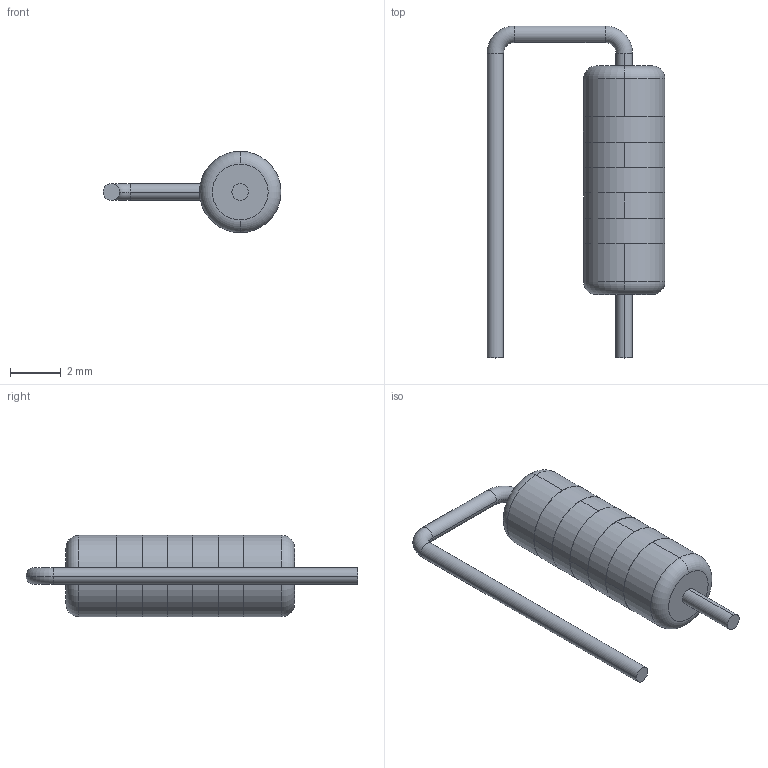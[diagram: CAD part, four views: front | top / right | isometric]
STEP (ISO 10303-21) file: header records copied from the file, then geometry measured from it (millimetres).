
FILE_DESCRIPTION (( 'STEP AP203' ), '1' );
FILE_NAME ('R_L9.0_D3.2_P5.08_DIN0309_Vertical.STEP', '2024-02-29T16:42:58', ( '' ), ( '' ), 'SwSTEP 2.0', 'SolidWorks 2018', '' );
FILE_SCHEMA (( 'CONFIG_CONTROL_DESIGN' ));
Length unit declared in the file: millimetre
Products named in the file (1): R_L9.0_D3.2_P5.08_DIN0309_Vertical
Bounding box: 7.01 x 13.07 x 3.21 mm (x, y, z)
Volume: 78.5 mm3; surface area: 145.2 mm2
Topology: 1 solids, 1 shells, 40 faces, 80 edges, 50 vertices
Faces by surface type: cylinder 22, plane 10, torus 8
Entity records: 1139 total; most frequent: DIRECTION 220, CARTESIAN_POINT 171, ORIENTED_EDGE 160, AXIS2_PLACEMENT_3D 99, EDGE_CURVE 80, CIRCLE 58, VERTEX_POINT 50, EDGE_LOOP 48
